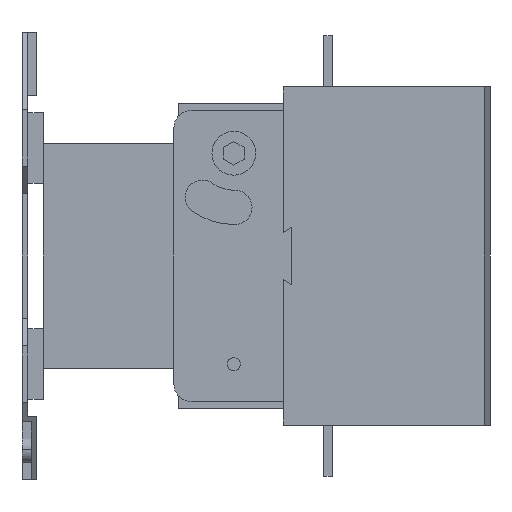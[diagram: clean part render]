
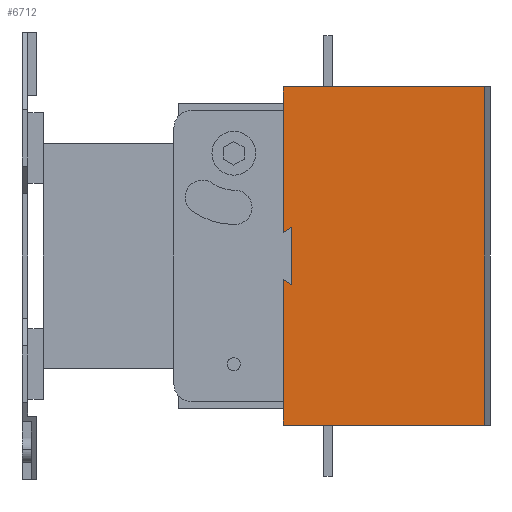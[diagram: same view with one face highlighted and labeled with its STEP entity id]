
A CAD part, left-side view. The second image highlights one B-rep face of the part: STEP entity #6712.
In plain terms, the highlighted planar face has unit normal (-1, 0, 0).
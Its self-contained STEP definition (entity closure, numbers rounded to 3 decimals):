
#337=DIRECTION('',(0.,0.,1.));
#338=VECTOR('',#337,19.);
#339=CARTESIAN_POINT('',(-96.,94.,-79.));
#340=LINE('',#339,#338);
#1813=DIRECTION('',(0.,0.,1.));
#1814=VECTOR('',#1813,19.);
#1815=CARTESIAN_POINT('',(-96.,94.,60.));
#1816=LINE('',#1815,#1814);
#1817=DIRECTION('',(0.,0.,-1.));
#1818=VECTOR('',#1817,48.909);
#1819=CARTESIAN_POINT('',(-96.,94.,-11.091));
#1820=LINE('',#1819,#1818);
#1821=DIRECTION('',(0.,0.866,0.5));
#1822=VECTOR('',#1821,4.619);
#1823=CARTESIAN_POINT('',(-96.,90.,-13.4));
#1824=LINE('',#1823,#1822);
#1825=DIRECTION('',(0.,0.,-1.));
#1826=VECTOR('',#1825,26.8);
#1827=CARTESIAN_POINT('',(-96.,90.,13.4));
#1828=LINE('',#1827,#1826);
#1829=DIRECTION('',(0.,-0.866,0.5));
#1830=VECTOR('',#1829,4.619);
#1831=CARTESIAN_POINT('',(-96.,94.,11.091));
#1832=LINE('',#1831,#1830);
#1833=DIRECTION('',(0.,0.,-1.));
#1834=VECTOR('',#1833,48.909);
#1835=CARTESIAN_POINT('',(-96.,94.,60.));
#1836=LINE('',#1835,#1834);
#1837=DIRECTION('',(0.,-1.,0.));
#1838=VECTOR('',#1837,94.);
#1839=CARTESIAN_POINT('',(-96.,94.,-79.));
#1840=LINE('',#1839,#1838);
#1911=DIRECTION('',(0.,-1.,0.));
#1912=VECTOR('',#1911,94.);
#1913=CARTESIAN_POINT('',(-96.,94.,79.));
#1914=LINE('',#1913,#1912);
#2073=DIRECTION('',(0.,0.,-1.));
#2074=VECTOR('',#2073,158.);
#2075=CARTESIAN_POINT('',(-96.,0.,79.));
#2076=LINE('',#2075,#2074);
#3149=CARTESIAN_POINT('',(-96.,94.,-79.));
#3150=VERTEX_POINT('',#3149);
#3151=CARTESIAN_POINT('',(-96.,94.,-60.));
#3152=VERTEX_POINT('',#3151);
#3153=CARTESIAN_POINT('',(-96.,94.,60.));
#3154=CARTESIAN_POINT('',(-96.,94.,79.));
#3155=VERTEX_POINT('',#3153);
#3156=VERTEX_POINT('',#3154);
#3706=CARTESIAN_POINT('',(-96.,94.,11.091));
#3707=VERTEX_POINT('',#3706);
#3710=CARTESIAN_POINT('',(-96.,90.,13.4));
#3711=VERTEX_POINT('',#3710);
#3714=CARTESIAN_POINT('',(-96.,90.,-13.4));
#3715=VERTEX_POINT('',#3714);
#3718=CARTESIAN_POINT('',(-96.,94.,-11.091));
#3719=VERTEX_POINT('',#3718);
#3724=CARTESIAN_POINT('',(-96.,0.,-79.));
#3725=VERTEX_POINT('',#3724);
#3726=CARTESIAN_POINT('',(-96.,0.,79.));
#3727=VERTEX_POINT('',#3726);
#6687=CARTESIAN_POINT('',(-96.,78.15,0.));
#6688=DIRECTION('',(1.,0.,0.));
#6689=DIRECTION('',(0.,1.,0.));
#6690=AXIS2_PLACEMENT_3D('',#6687,#6688,#6689);
#6691=PLANE('',#6690);
#6692=ORIENTED_EDGE('',*,*,#4477,.T.);
#6694=ORIENTED_EDGE('',*,*,#6693,.F.);
#6696=ORIENTED_EDGE('',*,*,#6695,.F.);
#6698=ORIENTED_EDGE('',*,*,#6697,.F.);
#6700=ORIENTED_EDGE('',*,*,#6699,.F.);
#6702=ORIENTED_EDGE('',*,*,#6701,.F.);
#6703=ORIENTED_EDGE('',*,*,#6677,.T.);
#6705=ORIENTED_EDGE('',*,*,#6704,.T.);
#6707=ORIENTED_EDGE('',*,*,#6706,.T.);
#6709=ORIENTED_EDGE('',*,*,#6708,.F.);
#6710=EDGE_LOOP('',(#6692,#6694,#6696,#6698,#6700,#6702,#6703,#6705,#6707,
#6709));
#6711=FACE_OUTER_BOUND('',#6710,.F.);
#6712=ADVANCED_FACE('',(#6711),#6691,.F.);
#4477=EDGE_CURVE('',#3150,#3152,#340,.T.);
#6677=EDGE_CURVE('',#3155,#3156,#1816,.T.);
#6693=EDGE_CURVE('',#3719,#3152,#1820,.T.);
#6695=EDGE_CURVE('',#3715,#3719,#1824,.T.);
#6697=EDGE_CURVE('',#3711,#3715,#1828,.T.);
#6699=EDGE_CURVE('',#3707,#3711,#1832,.T.);
#6701=EDGE_CURVE('',#3155,#3707,#1836,.T.);
#6704=EDGE_CURVE('',#3156,#3727,#1914,.T.);
#6706=EDGE_CURVE('',#3727,#3725,#2076,.T.);
#6708=EDGE_CURVE('',#3150,#3725,#1840,.T.);
